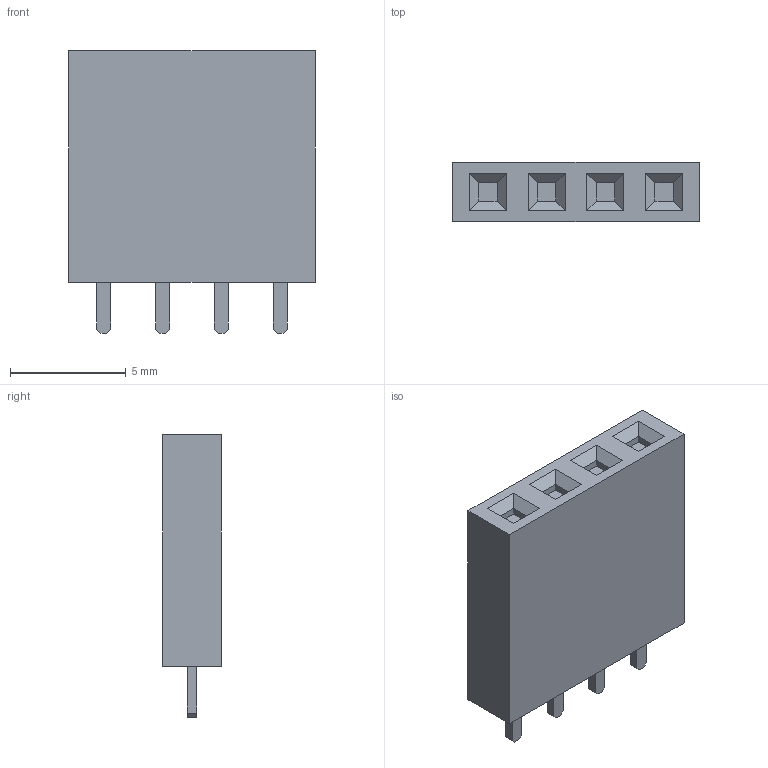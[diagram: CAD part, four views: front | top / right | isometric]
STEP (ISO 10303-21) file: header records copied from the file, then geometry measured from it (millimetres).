
FILE_DESCRIPTION (( 'STEP AP214' ), '1' );
FILE_NAME ('PBS-4.STEP', '2020-06-04T15:39:01', ( 'Elessar' ), ( '' ), 'SwSTEP 2.0', 'SolidWorks 2018', '' );
FILE_SCHEMA (( 'AUTOMOTIVE_DESIGN' ));
Length unit declared in the file: millimetre
Products named in the file (1): PBS-4
Bounding box: 10.66 x 2.54 x 12.2 mm (x, y, z)
Volume: 269.7 mm3; surface area: 342.2 mm2
Topology: 1 solids, 1 shells, 70 faces, 164 edges, 104 vertices
Faces by surface type: plane 70
Entity records: 2282 total; most frequent: CARTESIAN_POINT 339, ORIENTED_EDGE 328, DIRECTION 306, EDGE_CURVE 164, VECTOR 164, LINE 164, VERTEX_POINT 104, EDGE_LOOP 78
